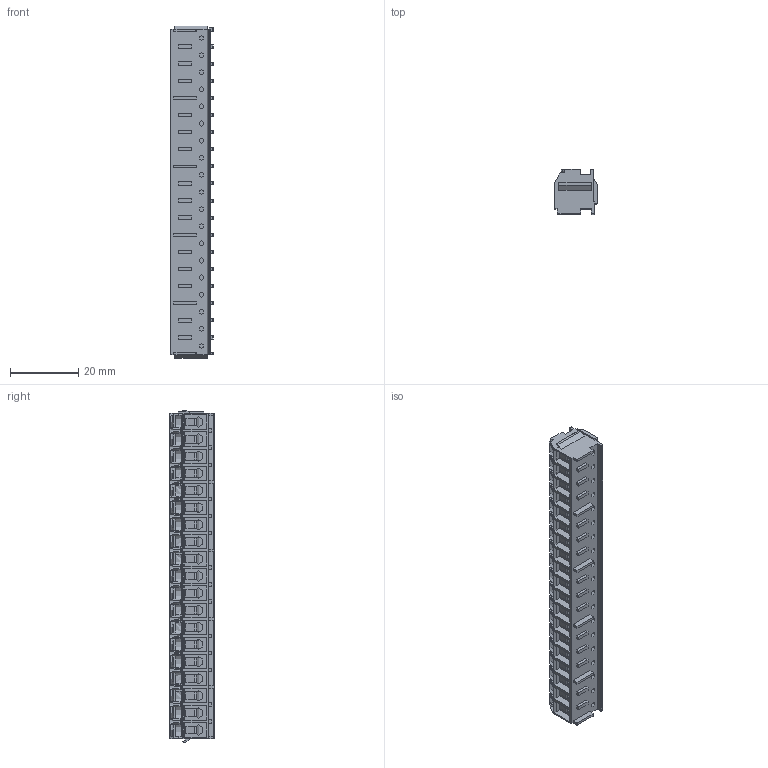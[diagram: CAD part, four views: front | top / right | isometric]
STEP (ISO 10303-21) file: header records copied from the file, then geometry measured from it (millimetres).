
FILE_DESCRIPTION((''),'2;1');
FILE_NAME('TL241T','2024-12-06T',('yanfa'),(''),'PRO/ENGINEER BY PARAMETRIC TECHNOLOGY CORPORATION, 2009280','PRO/ENGINEER BY PARAMETRIC TECHNOLOGY CORPORATION, 2009280','');
FILE_SCHEMA(('AUTOMOTIVE_DESIGN_CC2 { 1 2 10303 214 -1 1 5 2 }'));
Length unit declared in the file: millimetre
Products named in the file (1): TL241T
Bounding box: 12.4 x 13 x 97 mm (x, y, z)
Topology: 0 solids, 3 shells, 1526 faces, 3977 edges, 2588 vertices
Faces by surface type: plane 813, cylinder 451, cone 114, extrusion 110, torus 38
Entity records: 48036 total; most frequent: CARTESIAN_POINT 10180, ORIENTED_EDGE 7960, DIRECTION 7649, EDGE_CURVE 3980, VECTOR 2685, VERTEX_POINT 2590, LINE 2575, AXIS2_PLACEMENT_3D 2482
